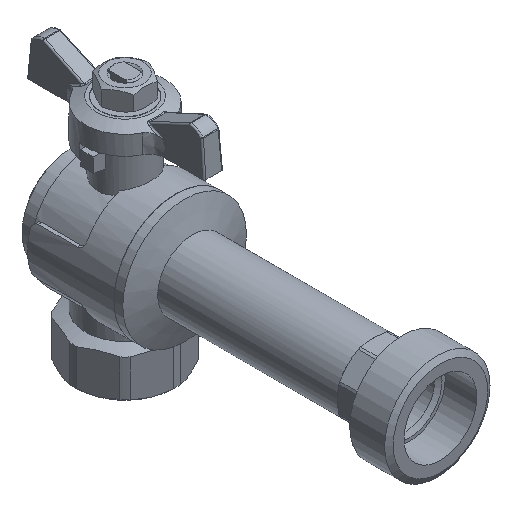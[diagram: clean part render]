
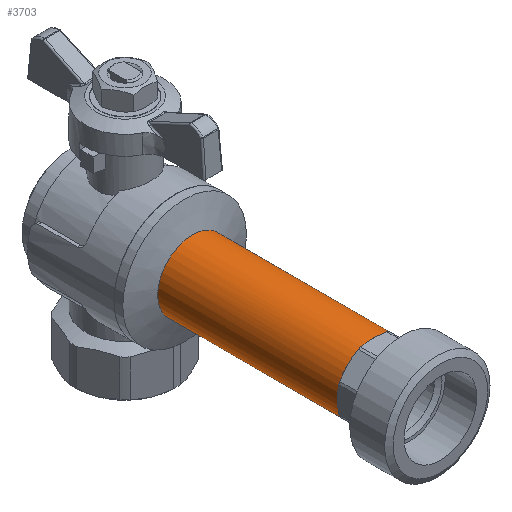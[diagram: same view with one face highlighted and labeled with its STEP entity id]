
A CAD part, isometric view. The second image highlights one B-rep face of the part: STEP entity #3703.
In plain terms, the highlighted cylindrical face has radius 11 mm (diameter 22 mm), a full revolution.
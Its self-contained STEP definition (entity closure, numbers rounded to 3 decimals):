
#306=CYLINDRICAL_SURFACE('',#4970,11.);
#1095=ORIENTED_EDGE('',*,*,#1968,.F.);
#1096=ORIENTED_EDGE('',*,*,#1954,.T.);
#1097=ORIENTED_EDGE('',*,*,#1951,.T.);
#1098=ORIENTED_EDGE('',*,*,#1948,.T.);
#1099=ORIENTED_EDGE('',*,*,#1945,.T.);
#1100=ORIENTED_EDGE('',*,*,#1943,.T.);
#1101=ORIENTED_EDGE('',*,*,#1969,.T.);
#1102=ORIENTED_EDGE('',*,*,#1960,.T.);
#1103=ORIENTED_EDGE('',*,*,#1957,.T.);
#1943=EDGE_CURVE('',#2399,#2400,#2697,.T.);
#1945=EDGE_CURVE('',#2401,#2399,#2698,.T.);
#1948=EDGE_CURVE('',#2402,#2401,#2699,.T.);
#1951=EDGE_CURVE('',#2403,#2402,#2700,.T.);
#1954=EDGE_CURVE('',#2404,#2403,#2701,.T.);
#1957=EDGE_CURVE('',#2405,#2404,#2702,.T.);
#1960=EDGE_CURVE('',#2406,#2405,#2703,.T.);
#1968=EDGE_CURVE('',#2413,#2413,#2710,.T.);
#1969=EDGE_CURVE('',#2400,#2406,#2711,.T.);
#2399=VERTEX_POINT('',#7101);
#2400=VERTEX_POINT('',#7106);
#2401=VERTEX_POINT('',#7114);
#2402=VERTEX_POINT('',#7125);
#2403=VERTEX_POINT('',#7136);
#2404=VERTEX_POINT('',#7147);
#2405=VERTEX_POINT('',#7158);
#2406=VERTEX_POINT('',#7169);
#2413=VERTEX_POINT('',#7192);
#2697=CIRCLE('',#4947,11.);
#2698=CIRCLE('',#4949,11.);
#2699=CIRCLE('',#4951,11.);
#2700=CIRCLE('',#4953,11.);
#2701=CIRCLE('',#4955,11.);
#2702=CIRCLE('',#4957,11.);
#2703=CIRCLE('',#4959,11.);
#2710=CIRCLE('',#4971,11.);
#2711=CIRCLE('',#4972,11.);
#2930=EDGE_LOOP('',(#1095));
#2931=EDGE_LOOP('',(#1096,#1097,#1098,#1099,#1100,#1101,#1102,#1103));
#3269=FACE_BOUND('',#2930,.T.);
#3270=FACE_BOUND('',#2931,.T.);
#3703=ADVANCED_FACE('',(#3269,#3270),#306,.T.);
#4947=AXIS2_PLACEMENT_3D('',#7107,#5635,#5636);
#4949=AXIS2_PLACEMENT_3D('',#7113,#5639,#5640);
#4951=AXIS2_PLACEMENT_3D('',#7124,#5643,#5644);
#4953=AXIS2_PLACEMENT_3D('',#7135,#5647,#5648);
#4955=AXIS2_PLACEMENT_3D('',#7146,#5651,#5652);
#4957=AXIS2_PLACEMENT_3D('',#7157,#5655,#5656);
#4959=AXIS2_PLACEMENT_3D('',#7168,#5659,#5660);
#4970=AXIS2_PLACEMENT_3D('',#7190,#5681,#5682);
#4971=AXIS2_PLACEMENT_3D('',#7191,#5683,#5684);
#4972=AXIS2_PLACEMENT_3D('',#7193,#5685,#5686);
#5635=DIRECTION('',(0.,-1.,0.));
#5636=DIRECTION('',(0.,0.,-1.));
#5639=DIRECTION('',(0.,-1.,0.));
#5640=DIRECTION('',(0.,0.,-1.));
#5643=DIRECTION('',(0.,-1.,0.));
#5644=DIRECTION('',(0.,0.,-1.));
#5647=DIRECTION('',(0.,-1.,0.));
#5648=DIRECTION('',(0.,0.,-1.));
#5651=DIRECTION('',(0.,-1.,0.));
#5652=DIRECTION('',(0.,0.,-1.));
#5655=DIRECTION('',(0.,-1.,0.));
#5656=DIRECTION('',(0.,0.,-1.));
#5659=DIRECTION('',(0.,-1.,0.));
#5660=DIRECTION('',(0.,0.,-1.));
#5681=DIRECTION('',(0.,1.,0.));
#5682=DIRECTION('',(0.,0.,1.));
#5683=DIRECTION('',(0.,-1.,0.));
#5684=DIRECTION('',(0.,0.,-1.));
#5685=DIRECTION('',(0.,-1.,0.));
#5686=DIRECTION('',(0.,0.,-1.));
#7101=CARTESIAN_POINT('',(0.,70.,11.));
#7106=CARTESIAN_POINT('',(-7.778,70.,7.778));
#7107=CARTESIAN_POINT('',(0.,70.,0.));
#7113=CARTESIAN_POINT('',(0.,70.,0.));
#7114=CARTESIAN_POINT('',(7.778,70.,7.778));
#7124=CARTESIAN_POINT('',(0.,70.,0.));
#7125=CARTESIAN_POINT('',(11.,70.,0.));
#7135=CARTESIAN_POINT('',(0.,70.,0.));
#7136=CARTESIAN_POINT('',(7.778,70.,-7.778));
#7146=CARTESIAN_POINT('',(0.,70.,0.));
#7147=CARTESIAN_POINT('',(0.,70.,-11.));
#7157=CARTESIAN_POINT('',(0.,70.,0.));
#7158=CARTESIAN_POINT('',(-7.778,70.,-7.778));
#7168=CARTESIAN_POINT('',(0.,70.,0.));
#7169=CARTESIAN_POINT('',(-11.,70.,0.));
#7190=CARTESIAN_POINT('',(0.,13.3,0.));
#7191=CARTESIAN_POINT('',(0.,13.3,0.));
#7192=CARTESIAN_POINT('',(0.,13.3,-11.));
#7193=CARTESIAN_POINT('',(0.,70.,0.));
